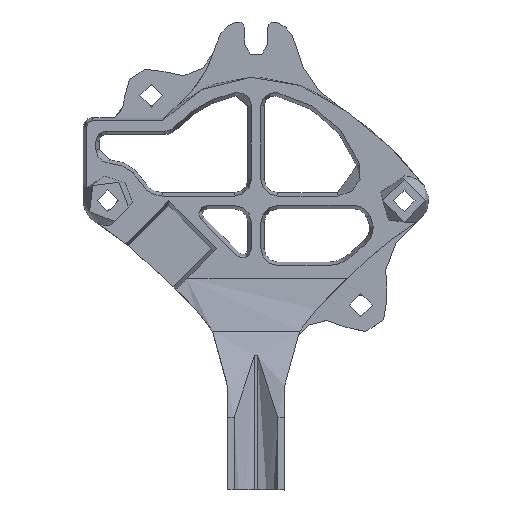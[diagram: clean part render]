
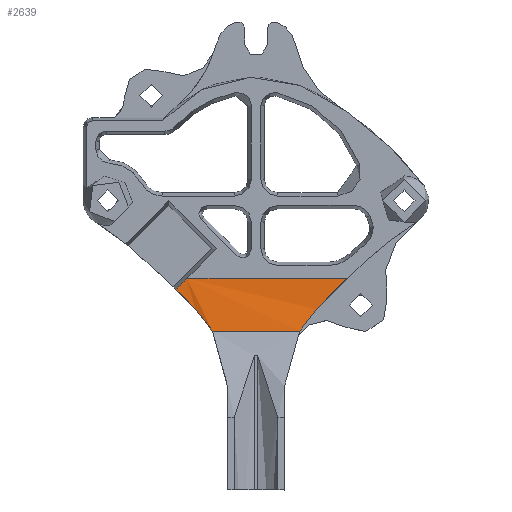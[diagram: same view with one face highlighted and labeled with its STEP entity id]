
A CAD part, top view. The second image highlights one B-rep face of the part: STEP entity #2639.
In plain terms, the highlighted cylindrical face has radius 30 mm (diameter 60 mm), a partial arc.
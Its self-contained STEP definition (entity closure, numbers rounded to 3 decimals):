
#49=B_SPLINE_CURVE_WITH_KNOTS('',3,(#4240,#4241,#4242,#4243),
 .UNSPECIFIED.,.F.,.F.,(4,4),(0.002,0.006),
 .UNSPECIFIED.);
#50=B_SPLINE_CURVE_WITH_KNOTS('',3,(#4255,#4256,#4257,#4258),
 .UNSPECIFIED.,.F.,.F.,(4,4),(0.,0.004),
 .UNSPECIFIED.);
#51=B_SPLINE_CURVE_WITH_KNOTS('',3,(#4262,#4263,#4264,#4265),
 .UNSPECIFIED.,.F.,.F.,(4,4),(0.042,0.046),
 .UNSPECIFIED.);
#52=B_SPLINE_CURVE_WITH_KNOTS('',3,(#4267,#4268,#4269,#4270),
 .UNSPECIFIED.,.F.,.F.,(4,4),(0.054,0.06),
 .UNSPECIFIED.);
#145=ELLIPSE('',#2898,43.732,30.);
#445=ORIENTED_EDGE('',*,*,#1245,.T.);
#446=ORIENTED_EDGE('',*,*,#1240,.F.);
#447=ORIENTED_EDGE('',*,*,#1246,.F.);
#448=ORIENTED_EDGE('',*,*,#1247,.T.);
#449=ORIENTED_EDGE('',*,*,#1248,.T.);
#450=ORIENTED_EDGE('',*,*,#1165,.T.);
#451=ORIENTED_EDGE('',*,*,#1249,.T.);
#1165=EDGE_CURVE('',#1566,#1565,#1794,.T.);
#1240=EDGE_CURVE('',#1638,#1636,#49,.T.);
#1245=EDGE_CURVE('',#1643,#1636,#50,.T.);
#1246=EDGE_CURVE('',#1644,#1638,#1819,.T.);
#1247=EDGE_CURVE('',#1644,#1645,#51,.T.);
#1248=EDGE_CURVE('',#1645,#1566,#52,.F.);
#1249=EDGE_CURVE('',#1565,#1643,#145,.T.);
#1565=VERTEX_POINT('',#4079);
#1566=VERTEX_POINT('',#4081);
#1636=VERTEX_POINT('',#4225);
#1638=VERTEX_POINT('',#4239);
#1643=VERTEX_POINT('',#4259);
#1644=VERTEX_POINT('',#4261);
#1645=VERTEX_POINT('',#4266);
#1794=LINE('',#4080,#2006);
#1819=LINE('',#4260,#2031);
#2006=VECTOR('',#3219,1000.);
#2031=VECTOR('',#3360,1000.);
#2214=EDGE_LOOP('',(#445,#446,#447,#448,#449,#450,#451));
#2402=FACE_BOUND('',#2214,.T.);
#2572=CYLINDRICAL_SURFACE('',#2897,30.);
#2639=ADVANCED_FACE('',(#2402),#2572,.F.);
#2897=AXIS2_PLACEMENT_3D('',#4254,#3358,#3359);
#2898=AXIS2_PLACEMENT_3D('',#4271,#3361,#3362);
#3219=DIRECTION('',(-1.,0.,0.));
#3358=DIRECTION('',(1.,0.,0.));
#3359=DIRECTION('',(0.,1.,0.));
#3360=DIRECTION('',(-1.,0.,0.));
#3361=DIRECTION('',(-0.686,0.686,0.243));
#3362=DIRECTION('',(0.728,0.647,0.229));
#4079=CARTESIAN_POINT('',(-10.234,-11.549,5.));
#4080=CARTESIAN_POINT('',(-0.615,-11.549,5.));
#4081=CARTESIAN_POINT('',(13.42,-11.549,5.));
#4225=CARTESIAN_POINT('',(-8.951,-16.133,5.352));
#4239=CARTESIAN_POINT('',(-6.442,-19.357,6.034));
#4240=CARTESIAN_POINT('',(-6.442,-19.357,6.034));
#4241=CARTESIAN_POINT('',(-7.123,-18.203,5.723));
#4242=CARTESIAN_POINT('',(-7.966,-17.109,5.503));
#4243=CARTESIAN_POINT('',(-8.951,-16.133,5.352));
#4254=CARTESIAN_POINT('',(-0.615,-11.549,35.));
#4255=CARTESIAN_POINT('',(-11.856,-13.187,5.045));
#4256=CARTESIAN_POINT('',(-10.896,-14.182,5.099));
#4257=CARTESIAN_POINT('',(-9.927,-15.164,5.202));
#4258=CARTESIAN_POINT('',(-8.951,-16.133,5.352));
#4259=CARTESIAN_POINT('',(-11.856,-13.187,5.045));
#4260=CARTESIAN_POINT('',(16.721,-19.357,6.034));
#4261=CARTESIAN_POINT('',(6.443,-19.357,6.034));
#4262=CARTESIAN_POINT('',(6.443,-19.357,6.034));
#4263=CARTESIAN_POINT('',(7.125,-18.202,5.723));
#4264=CARTESIAN_POINT('',(7.979,-17.098,5.501));
#4265=CARTESIAN_POINT('',(8.952,-16.133,5.352));
#4266=CARTESIAN_POINT('',(8.952,-16.133,5.352));
#4267=CARTESIAN_POINT('',(13.42,-11.549,5.));
#4268=CARTESIAN_POINT('',(11.952,-13.106,5.));
#4269=CARTESIAN_POINT('',(10.463,-14.634,5.12));
#4270=CARTESIAN_POINT('',(8.952,-16.133,5.352));
#4271=CARTESIAN_POINT('',(0.372,-11.549,35.));
